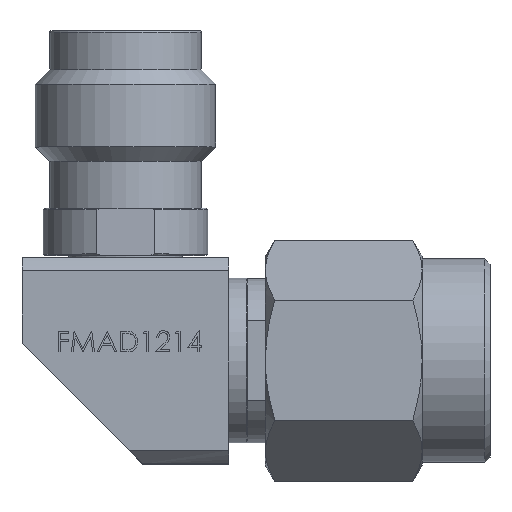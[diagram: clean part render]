
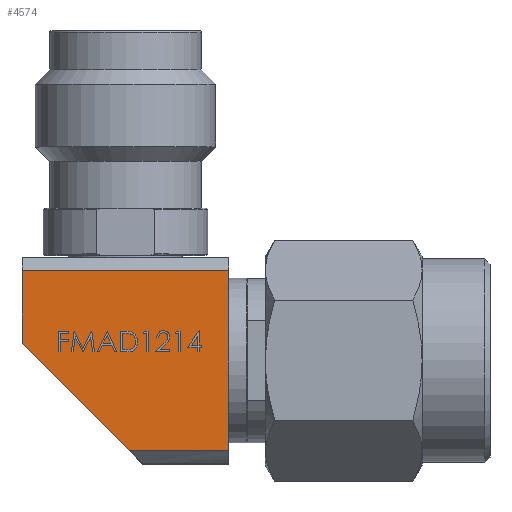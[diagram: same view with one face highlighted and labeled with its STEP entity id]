
A CAD part, top view. The second image highlights one B-rep face of the part: STEP entity #4574.
In plain terms, the highlighted planar face has unit normal (0, 0, 1).
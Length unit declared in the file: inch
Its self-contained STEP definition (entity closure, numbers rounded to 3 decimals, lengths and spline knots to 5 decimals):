
#69 = LINE ( 'NONE', #2258, #4764 ) ;
#268 = CARTESIAN_POINT ( 'NONE',  ( -0.33858, 0.13553, 0.15591 ) ) ;
#477 = CARTESIAN_POINT ( 'NONE',  ( -0.17707, -0.13553, 0.15591 ) ) ;
#607 = DIRECTION ( 'NONE',  ( 1., 0., 0. ) ) ;
#798 = EDGE_CURVE ( 'NONE', #4595, #1569, #69, .T. ) ;
#1070 = DIRECTION ( 'NONE',  ( 0., 0., 1. ) ) ;
#1118 = DIRECTION ( 'NONE',  ( 0., 1., 0. ) ) ;
#1260 = CARTESIAN_POINT ( 'NONE',  ( -0.02677, 0.13553, 0.15591 ) ) ;
#1301 = LINE ( 'NONE', #268, #3646 ) ;
#1371 = AXIS2_PLACEMENT_3D ( 'NONE', #5961, #1070, #607 ) ;
#1569 = VERTEX_POINT ( 'NONE', #6376 ) ;
#1595 = ORIENTED_EDGE ( 'NONE', *, *, #3907, .T. ) ;
#2075 = EDGE_CURVE ( 'NONE', #4595, #3988, #1301, .T. ) ;
#2151 = CARTESIAN_POINT ( 'NONE',  ( -0.33858, 0.02598, 0.15591 ) ) ;
#2258 = CARTESIAN_POINT ( 'NONE',  ( -0.33858, 0.13553, 0.15591 ) ) ;
#2314 = LINE ( 'NONE', #6009, #6947 ) ;
#2404 = ORIENTED_EDGE ( 'NONE', *, *, #2075, .F. ) ;
#2462 = DIRECTION ( 'NONE',  ( 1., 0., 0. ) ) ;
#2524 = EDGE_CURVE ( 'NONE', #1569, #3666, #3321, .T. ) ;
#2642 = ORIENTED_EDGE ( 'NONE', *, *, #2524, .T. ) ;
#2686 = EDGE_CURVE ( 'NONE', #3666, #3150, #3801, .T. ) ;
#3150 = VERTEX_POINT ( 'NONE', #5535 ) ;
#3192 = VECTOR ( 'NONE', #4950, 39.37008 ) ;
#3265 = CARTESIAN_POINT ( 'NONE',  ( -0.33858, 0.13553, 0.15591 ) ) ;
#3321 = LINE ( 'NONE', #2151, #4889 ) ;
#3366 = PLANE ( 'NONE',  #1371 ) ;
#3646 = VECTOR ( 'NONE', #2462, 39.37008 ) ;
#3666 = VERTEX_POINT ( 'NONE', #6520 ) ;
#3801 = LINE ( 'NONE', #477, #3192 ) ;
#3907 = EDGE_CURVE ( 'NONE', #3150, #3988, #2314, .T. ) ;
#3988 = VERTEX_POINT ( 'NONE', #1260 ) ;
#4375 = FACE_OUTER_BOUND ( 'NONE', #5345, .T. ) ;
#4574 = ADVANCED_FACE ( 'NONE', ( #4375 ), #3366, .T. ) ;
#4595 = VERTEX_POINT ( 'NONE', #3265 ) ;
#4639 = ORIENTED_EDGE ( 'NONE', *, *, #798, .T. ) ;
#4764 = VECTOR ( 'NONE', #6211, 39.37008 ) ;
#4889 = VECTOR ( 'NONE', #5457, 39.37008 ) ;
#4924 = ORIENTED_EDGE ( 'NONE', *, *, #2686, .T. ) ;
#4950 = DIRECTION ( 'NONE',  ( 1., 0., 0. ) ) ;
#5345 = EDGE_LOOP ( 'NONE', ( #1595, #2404, #4639, #2642, #4924 ) ) ;
#5457 = DIRECTION ( 'NONE',  ( 0.707, -0.707, 0. ) ) ;
#5535 = CARTESIAN_POINT ( 'NONE',  ( -0.02677, -0.13553, 0.15591 ) ) ;
#5961 = CARTESIAN_POINT ( 'NONE',  ( 0., 0., 0.15591 ) ) ;
#6009 = CARTESIAN_POINT ( 'NONE',  ( -0.02677, -0.13553, 0.15591 ) ) ;
#6211 = DIRECTION ( 'NONE',  ( 0., -1., 0. ) ) ;
#6376 = CARTESIAN_POINT ( 'NONE',  ( -0.33858, 0.02598, 0.15591 ) ) ;
#6520 = CARTESIAN_POINT ( 'NONE',  ( -0.17707, -0.13553, 0.15591 ) ) ;
#6947 = VECTOR ( 'NONE', #1118, 39.37008 ) ;
